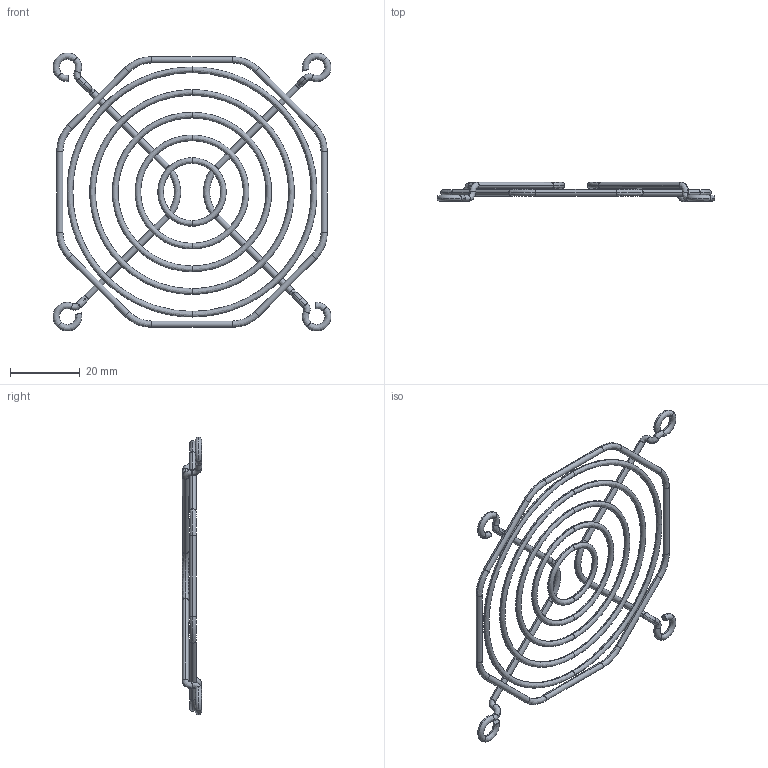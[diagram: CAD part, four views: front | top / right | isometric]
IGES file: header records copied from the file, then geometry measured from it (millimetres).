
Start section: SolidWorks IGES file using analytic representation for surfaces
Global section: file name: SC80-W4.IGS; native system: SolidWorks 2007; preprocessor: SolidWorks 2007; author: umeshp; date: 101001.232017; units: millimetre
Bounding box: 79.57 x 5.5 x 79.57 mm (x, y, z)
Surface area: 6359.1 mm2 (no closed solid volume)
Topology: 0 solids, 0 shells, 124 faces, 640 edges, 640 vertices
Faces by surface type: bspline 96, revolution 28
